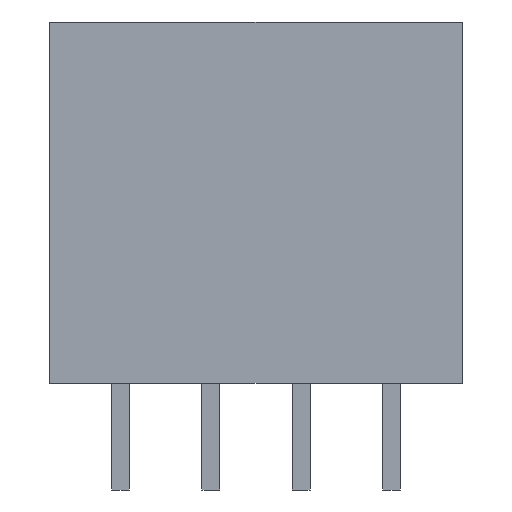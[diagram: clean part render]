
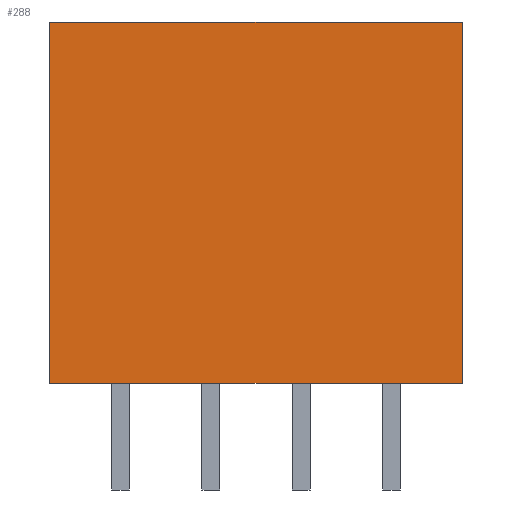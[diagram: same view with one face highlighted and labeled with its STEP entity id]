
A CAD part, front view. The second image highlights one B-rep face of the part: STEP entity #288.
In plain terms, the highlighted planar face has unit normal (0, -1, 0).
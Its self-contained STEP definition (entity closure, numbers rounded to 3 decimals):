
#159 = DIRECTION ( 'NONE',  ( 1., 0., 0. ) ) ;
#161 = DIRECTION ( 'NONE',  ( 1., 0., 0. ) ) ;
#245 = CARTESIAN_POINT ( 'NONE',  ( -5.8, -3., 0. ) ) ;
#288 = ADVANCED_FACE ( 'NONE', ( #977 ), #508, .F. ) ;
#298 = VERTEX_POINT ( 'NONE', #1154 ) ;
#327 = LINE ( 'NONE', #440, #658 ) ;
#334 = CARTESIAN_POINT ( 'NONE',  ( -5.8, -3., 10.16 ) ) ;
#355 = LINE ( 'NONE', #436, #917 ) ;
#370 = EDGE_LOOP ( 'NONE', ( #870, #386, #488, #473 ) ) ;
#372 = CARTESIAN_POINT ( 'NONE',  ( 5.8, -3., 10.16 ) ) ;
#380 = EDGE_CURVE ( 'NONE', #753, #745, #1014, .T. ) ;
#386 = ORIENTED_EDGE ( 'NONE', *, *, #380, .F. ) ;
#413 = CARTESIAN_POINT ( 'NONE',  ( 5.8, -3., 0. ) ) ;
#418 = EDGE_CURVE ( 'NONE', #521, #753, #355, .T. ) ;
#421 = AXIS2_PLACEMENT_3D ( 'NONE', #960, #682, #515 ) ;
#436 = CARTESIAN_POINT ( 'NONE',  ( -5.8, -3., 10.16 ) ) ;
#440 = CARTESIAN_POINT ( 'NONE',  ( -5.8, -3., 10.16 ) ) ;
#473 = ORIENTED_EDGE ( 'NONE', *, *, #1148, .T. ) ;
#488 = ORIENTED_EDGE ( 'NONE', *, *, #418, .F. ) ;
#508 = PLANE ( 'NONE',  #421 ) ;
#515 = DIRECTION ( 'NONE',  ( 0., 0., 1. ) ) ;
#521 = VERTEX_POINT ( 'NONE', #334 ) ;
#572 = VECTOR ( 'NONE', #159, 1000. ) ;
#630 = VECTOR ( 'NONE', #825, 1000. ) ;
#658 = VECTOR ( 'NONE', #791, 1000. ) ;
#682 = DIRECTION ( 'NONE',  ( 0., 1., 0. ) ) ;
#745 = VERTEX_POINT ( 'NONE', #413 ) ;
#753 = VERTEX_POINT ( 'NONE', #1141 ) ;
#791 = DIRECTION ( 'NONE',  ( 0., 0., -1. ) ) ;
#825 = DIRECTION ( 'NONE',  ( 0., 0., -1. ) ) ;
#858 = EDGE_CURVE ( 'NONE', #298, #745, #894, .T. ) ;
#870 = ORIENTED_EDGE ( 'NONE', *, *, #858, .T. ) ;
#894 = LINE ( 'NONE', #245, #572 ) ;
#917 = VECTOR ( 'NONE', #161, 1000. ) ;
#960 = CARTESIAN_POINT ( 'NONE',  ( -5.8, -3., 10.16 ) ) ;
#977 = FACE_OUTER_BOUND ( 'NONE', #370, .T. ) ;
#1014 = LINE ( 'NONE', #372, #630 ) ;
#1141 = CARTESIAN_POINT ( 'NONE',  ( 5.8, -3., 10.16 ) ) ;
#1148 = EDGE_CURVE ( 'NONE', #521, #298, #327, .T. ) ;
#1154 = CARTESIAN_POINT ( 'NONE',  ( -5.8, -3., 0. ) ) ;
